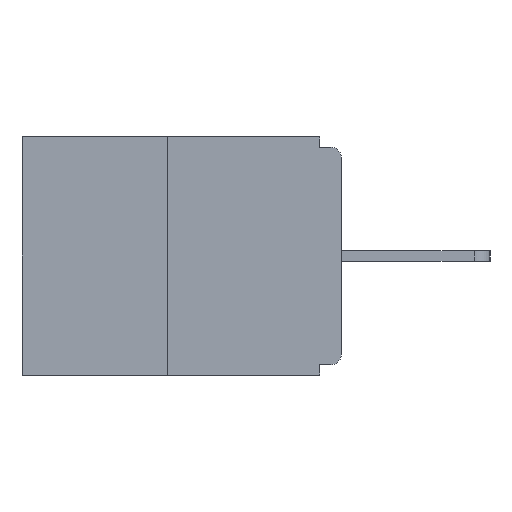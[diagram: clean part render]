
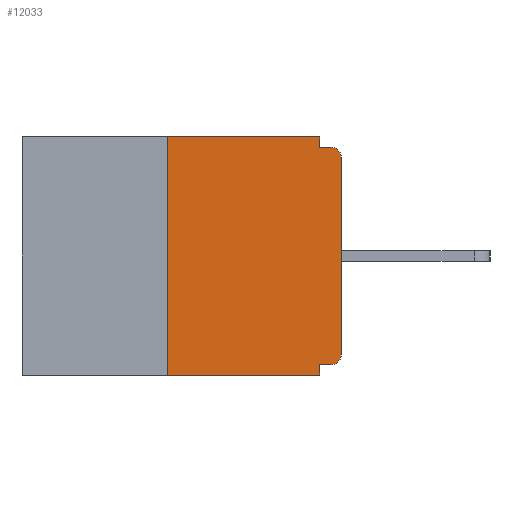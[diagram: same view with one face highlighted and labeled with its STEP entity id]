
A CAD part, left-side view. The second image highlights one B-rep face of the part: STEP entity #12033.
In plain terms, the highlighted planar face has unit normal (-1, 0, 0).
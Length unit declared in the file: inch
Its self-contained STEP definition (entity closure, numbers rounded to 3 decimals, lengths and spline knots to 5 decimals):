
#372 = ORIENTED_EDGE ( 'NONE', *, *, #14715, .F. ) ;
#382 = CARTESIAN_POINT ( 'NONE',  ( 0., 0., -0.015 ) ) ;
#549 = DIRECTION ( 'NONE',  ( 0., -1., 0. ) ) ;
#732 = VERTEX_POINT ( 'NONE', #6604 ) ;
#1234 = CIRCLE ( 'NONE', #13705, 0.015 ) ;
#1377 = DIRECTION ( 'NONE',  ( 0., 1., 0. ) ) ;
#1530 = CARTESIAN_POINT ( 'NONE',  ( 0., 0., -0.328 ) ) ;
#1660 = EDGE_CURVE ( 'NONE', #732, #3151, #4704, .T. ) ;
#1758 = ORIENTED_EDGE ( 'NONE', *, *, #10247, .T. ) ;
#1781 = ORIENTED_EDGE ( 'NONE', *, *, #15201, .F. ) ;
#1858 = DIRECTION ( 'NONE',  ( 0., 0., -1. ) ) ;
#2415 = DIRECTION ( 'NONE',  ( 0., 0., 1. ) ) ;
#2603 = CARTESIAN_POINT ( 'NONE',  ( 0., 0.46, 0. ) ) ;
#2671 = VERTEX_POINT ( 'NONE', #2927 ) ;
#2744 = CARTESIAN_POINT ( 'NONE',  ( 0., 0.015, -0.03 ) ) ;
#2927 = CARTESIAN_POINT ( 'NONE',  ( 0., 0.031, 0. ) ) ;
#3065 = CARTESIAN_POINT ( 'NONE',  ( 0., 0.015, -0.015 ) ) ;
#3151 = VERTEX_POINT ( 'NONE', #13321 ) ;
#3179 = VECTOR ( 'NONE', #1377, 39.37008 ) ;
#3190 = DIRECTION ( 'NONE',  ( -1., 0., 0. ) ) ;
#3292 = VECTOR ( 'NONE', #9916, 39.37008 ) ;
#3309 = CARTESIAN_POINT ( 'NONE',  ( 0., 0.25, 0. ) ) ;
#4107 = VERTEX_POINT ( 'NONE', #4158 ) ;
#4158 = CARTESIAN_POINT ( 'NONE',  ( 0., 0.031, -0.015 ) ) ;
#4424 = DIRECTION ( 'NONE',  ( 0., 0., -1. ) ) ;
#4704 = LINE ( 'NONE', #3309, #12354 ) ;
#4916 = AXIS2_PLACEMENT_3D ( 'NONE', #11527, #6522, #1858 ) ;
#5135 = LINE ( 'NONE', #2603, #3292 ) ;
#5254 = DIRECTION ( 'NONE',  ( 0., 0., -1. ) ) ;
#5448 = VERTEX_POINT ( 'NONE', #9319 ) ;
#5514 = LINE ( 'NONE', #13595, #8373 ) ;
#5884 = ORIENTED_EDGE ( 'NONE', *, *, #6227, .F. ) ;
#5912 = VECTOR ( 'NONE', #8567, 39.37008 ) ;
#5924 = CARTESIAN_POINT ( 'NONE',  ( 0., 0.031, -0.328 ) ) ;
#5985 = VERTEX_POINT ( 'NONE', #3065 ) ;
#6129 = LINE ( 'NONE', #382, #5912 ) ;
#6179 = CARTESIAN_POINT ( 'NONE',  ( 0., 0., 0. ) ) ;
#6227 = EDGE_CURVE ( 'NONE', #3151, #2671, #5135, .T. ) ;
#6506 = CARTESIAN_POINT ( 'NONE',  ( 0., 0.031, -0.343 ) ) ;
#6522 = DIRECTION ( 'NONE',  ( 1., 0., 0. ) ) ;
#6603 = CIRCLE ( 'NONE', #7608, 0.015 ) ;
#6604 = CARTESIAN_POINT ( 'NONE',  ( 0., 0.25, -0.343 ) ) ;
#6679 = VERTEX_POINT ( 'NONE', #9743 ) ;
#6888 = EDGE_CURVE ( 'NONE', #6679, #11276, #9506, .T. ) ;
#6981 = CARTESIAN_POINT ( 'NONE',  ( 0., 0.015, -0.328 ) ) ;
#7491 = ORIENTED_EDGE ( 'NONE', *, *, #1660, .F. ) ;
#7608 = AXIS2_PLACEMENT_3D ( 'NONE', #2744, #8505, #13366 ) ;
#7698 = DIRECTION ( 'NONE',  ( 0., 0., -1. ) ) ;
#7735 = ORIENTED_EDGE ( 'NONE', *, *, #12838, .T. ) ;
#7921 = PLANE ( 'NONE',  #4916 ) ;
#8009 = CARTESIAN_POINT ( 'NONE',  ( 0., 0.031, 0. ) ) ;
#8036 = EDGE_CURVE ( 'NONE', #2671, #4107, #14997, .T. ) ;
#8373 = VECTOR ( 'NONE', #549, 39.37008 ) ;
#8505 = DIRECTION ( 'NONE',  ( -1., 0., 0. ) ) ;
#8567 = DIRECTION ( 'NONE',  ( 0., -1., 0. ) ) ;
#8908 = VECTOR ( 'NONE', #7698, 39.37008 ) ;
#9041 = ORIENTED_EDGE ( 'NONE', *, *, #6888, .T. ) ;
#9216 = EDGE_LOOP ( 'NONE', ( #5884, #7491, #10980, #372, #1781, #7735, #9041, #1758, #11542, #14952 ) ) ;
#9319 = CARTESIAN_POINT ( 'NONE',  ( 0., 0.031, -0.343 ) ) ;
#9506 = LINE ( 'NONE', #6179, #13751 ) ;
#9743 = CARTESIAN_POINT ( 'NONE',  ( 0., 0., -0.313 ) ) ;
#9784 = LINE ( 'NONE', #1530, #3179 ) ;
#9916 = DIRECTION ( 'NONE',  ( 0., -1., 0. ) ) ;
#10247 = EDGE_CURVE ( 'NONE', #11276, #5985, #6603, .T. ) ;
#10417 = EDGE_CURVE ( 'NONE', #732, #5448, #5514, .T. ) ;
#10980 = ORIENTED_EDGE ( 'NONE', *, *, #10417, .T. ) ;
#11276 = VERTEX_POINT ( 'NONE', #14012 ) ;
#11379 = CARTESIAN_POINT ( 'NONE',  ( 0., 0.015, -0.313 ) ) ;
#11527 = CARTESIAN_POINT ( 'NONE',  ( 0., 0.46, 0. ) ) ;
#11542 = ORIENTED_EDGE ( 'NONE', *, *, #11910, .F. ) ;
#11910 = EDGE_CURVE ( 'NONE', #4107, #5985, #6129, .T. ) ;
#12033 = ADVANCED_FACE ( 'NONE', ( #14766 ), #7921, .F. ) ;
#12314 = LINE ( 'NONE', #6506, #14657 ) ;
#12354 = VECTOR ( 'NONE', #15199, 39.37008 ) ;
#12587 = VERTEX_POINT ( 'NONE', #5924 ) ;
#12838 = EDGE_CURVE ( 'NONE', #13377, #6679, #1234, .T. ) ;
#13321 = CARTESIAN_POINT ( 'NONE',  ( 0., 0.25, 0. ) ) ;
#13366 = DIRECTION ( 'NONE',  ( 0., 0., -1. ) ) ;
#13377 = VERTEX_POINT ( 'NONE', #6981 ) ;
#13595 = CARTESIAN_POINT ( 'NONE',  ( 0., 0.46, -0.343 ) ) ;
#13705 = AXIS2_PLACEMENT_3D ( 'NONE', #11379, #3190, #4424 ) ;
#13751 = VECTOR ( 'NONE', #2415, 39.37008 ) ;
#14012 = CARTESIAN_POINT ( 'NONE',  ( 0., 0., -0.03 ) ) ;
#14657 = VECTOR ( 'NONE', #5254, 39.37008 ) ;
#14715 = EDGE_CURVE ( 'NONE', #12587, #5448, #12314, .T. ) ;
#14766 = FACE_OUTER_BOUND ( 'NONE', #9216, .T. ) ;
#14952 = ORIENTED_EDGE ( 'NONE', *, *, #8036, .F. ) ;
#14997 = LINE ( 'NONE', #8009, #8908 ) ;
#15199 = DIRECTION ( 'NONE',  ( 0., 0., 1. ) ) ;
#15201 = EDGE_CURVE ( 'NONE', #13377, #12587, #9784, .T. ) ;
